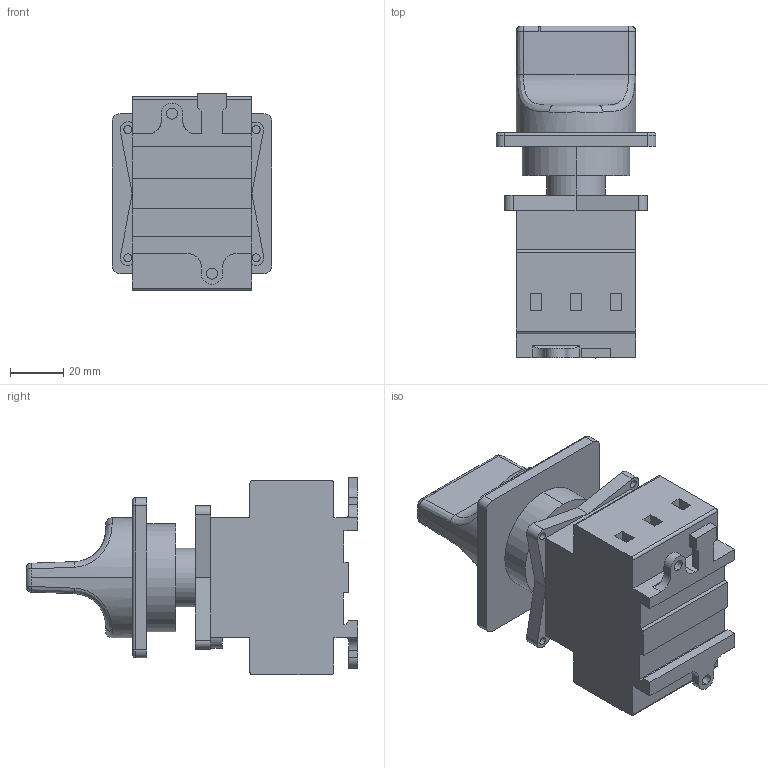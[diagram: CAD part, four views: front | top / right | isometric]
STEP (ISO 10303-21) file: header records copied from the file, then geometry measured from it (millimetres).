
FILE_DESCRIPTION((''),'2;1');
FILE_NAME('VBD0','2016-04-21T',('SESA328007'),('Schneider-Electric'),'PRO/ENGINEER BY PARAMETRIC TECHNOLOGY CORPORATION, 2014310','PRO/ENGINEER BY PARAMETRIC TECHNOLOGY CORPORATION, 2014310','');
FILE_SCHEMA(('CONFIG_CONTROL_DESIGN'));
Length unit declared in the file: millimetre
Products named in the file (1): VBD0
Bounding box: 60 x 124.5 x 74.15 mm (x, y, z)
Volume: 225683.3 mm3; surface area: 38111.3 mm2
Topology: 1 solids, 1 shells, 314 faces, 828 edges, 538 vertices
Faces by surface type: plane 171, cylinder 111, bspline 12, cone 12, torus 8
Entity records: 10674 total; most frequent: CARTESIAN_POINT 2702, DIRECTION 1662, ORIENTED_EDGE 1656, EDGE_CURVE 828, AXIS2_PLACEMENT_3D 560, VECTOR 542, LINE 542, VERTEX_POINT 538
